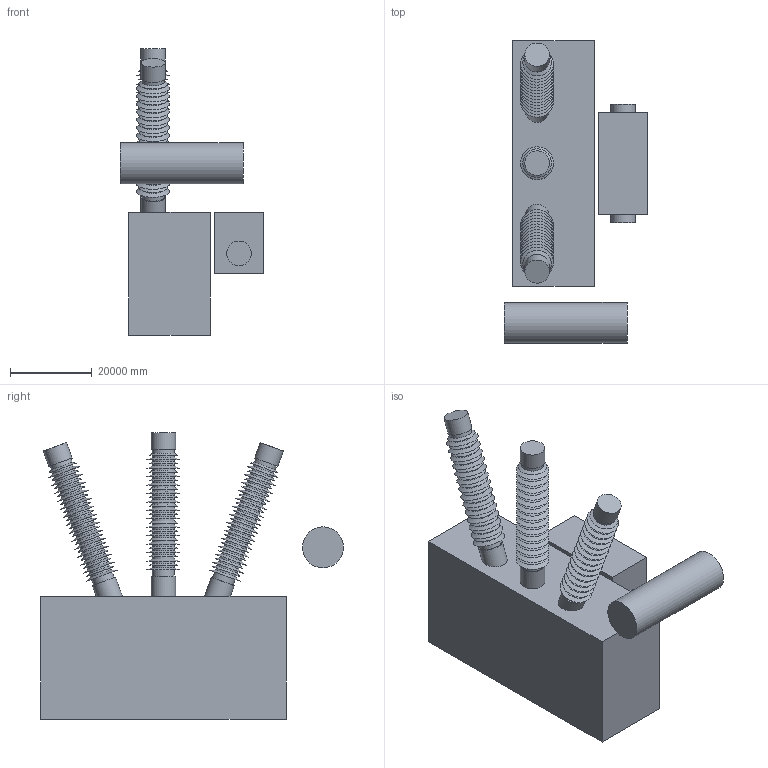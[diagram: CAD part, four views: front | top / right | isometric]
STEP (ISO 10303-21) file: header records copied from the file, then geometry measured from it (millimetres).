
FILE_DESCRIPTION(('Open CASCADE Model'),'2;1');
FILE_NAME('Open CASCADE Shape Model','2017-07-19T11:27:13',('Author'),( 'Open CASCADE'),'Open CASCADE STEP processor 7.0','Open CASCADE 7.0' ,'Unknown');
FILE_SCHEMA(('AUTOMOTIVE_DESIGN { 1 0 10303 214 1 1 1 1 }'));
Length unit declared in the file: metre
Products named in the file (9): Open CASCADE STEP translator 7.0 1; Open CASCADE STEP translator 7.0 1.1; Open CASCADE STEP translator 7.0 1.2; Open CASCADE STEP translator 7.0 1.3; Open CASCADE STEP translator 7.0 1.4; Open CASCADE STEP translator 7.0 1.5; Open CASCADE STEP translator 7.0 1.6; Open CASCADE STEP translator 7.0 1.7; Open CASCADE STEP translator 7.0 1.8
Assembly tree (8 placements, depth 2):
  Open CASCADE STEP translator 7.0 1
    Open CASCADE STEP translator 7.0 1.1
    Open CASCADE STEP translator 7.0 1.2
    Open CASCADE STEP translator 7.0 1.3
    Open CASCADE STEP translator 7.0 1.4
    Open CASCADE STEP translator 7.0 1.5
    Open CASCADE STEP translator 7.0 1.6
    Open CASCADE STEP translator 7.0 1.7
    Open CASCADE STEP translator 7.0 1.8
Bounding box: 35000 x 74000 x 70000 mm (x, y, z)
Volume: 46264557520772.5 mm3; surface area: 15516499538.8 mm2
Topology: 8 solids, 8 shells, 294 faces, 482 edges, 294 vertices
Faces by surface type: plane 114, cylinder 96, cone 84
Full cylindrical faces by diameter (mm): 5400 x87, 6000 x8, 10000 x1
Entity records: 13282 total; most frequent: DIRECTION 2326, CARTESIAN_POINT 2119, LINE 970, VECTOR 970, ORIENTED_EDGE 964, PCURVE 964, DEFINITIONAL_REPRESENTATION 964, AXIS2_PLACEMENT_3D 581
